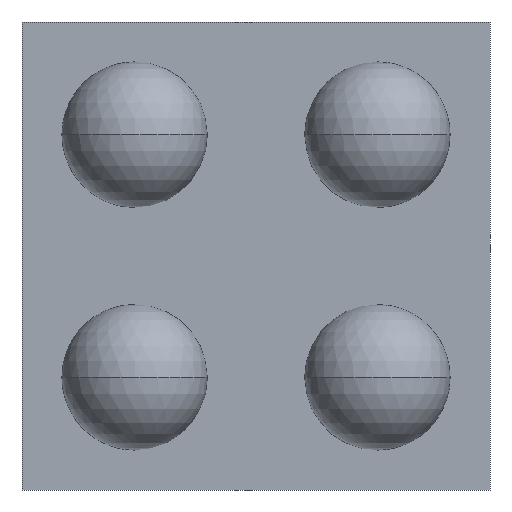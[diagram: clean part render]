
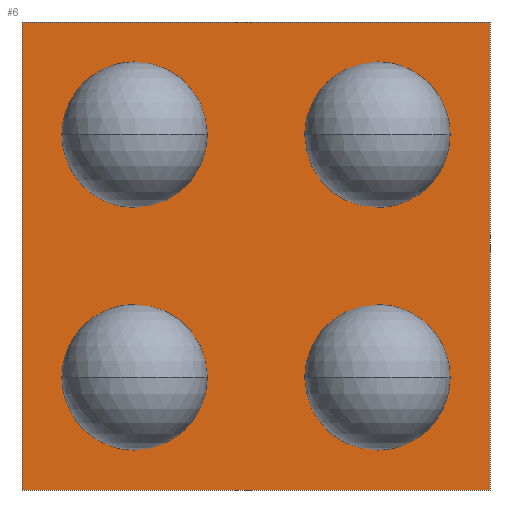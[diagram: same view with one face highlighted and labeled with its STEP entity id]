
A CAD part, front view. The second image highlights one B-rep face of the part: STEP entity #6.
In plain terms, the highlighted planar face has unit normal (0, -1, 0).
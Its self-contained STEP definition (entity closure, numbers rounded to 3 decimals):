
#1 = DIRECTION ( 'NONE',  ( 0., 0., -1. ) ) ;
#4 = AXIS2_PLACEMENT_3D ( 'NONE', #64, #105, #411 ) ;
#5 = LINE ( 'NONE', #76, #346 ) ;
#6 = ADVANCED_FACE ( 'NONE', ( #540, #546, #9, #420, #208 ), #264, .T. ) ;
#9 = FACE_BOUND ( 'NONE', #65, .T. ) ;
#10 = CARTESIAN_POINT ( 'NONE',  ( 0.175, 0.16, 0.175 ) ) ;
#13 = EDGE_CURVE ( 'NONE', #100, #407, #275, .T. ) ;
#15 = CARTESIAN_POINT ( 'NONE',  ( -0.338, 0.16, 0.338 ) ) ;
#21 = CIRCLE ( 'NONE', #29, 0.089 ) ;
#24 = VERTEX_POINT ( 'NONE', #96 ) ;
#29 = AXIS2_PLACEMENT_3D ( 'NONE', #10, #481, #1 ) ;
#32 = CARTESIAN_POINT ( 'NONE',  ( -0.338, 0.16, -0.337 ) ) ;
#34 = DIRECTION ( 'NONE',  ( 0., -1., 0. ) ) ;
#41 = EDGE_LOOP ( 'NONE', ( #122, #499 ) ) ;
#55 = EDGE_CURVE ( 'NONE', #77, #191, #209, .T. ) ;
#61 = AXIS2_PLACEMENT_3D ( 'NONE', #408, #148, #509 ) ;
#64 = CARTESIAN_POINT ( 'NONE',  ( 0.175, 0.16, -0.175 ) ) ;
#65 = EDGE_LOOP ( 'NONE', ( #451, #169 ) ) ;
#76 = CARTESIAN_POINT ( 'NONE',  ( 0.337, 0.16, 0.338 ) ) ;
#77 = VERTEX_POINT ( 'NONE', #404 ) ;
#78 = ORIENTED_EDGE ( 'NONE', *, *, #379, .F. ) ;
#96 = CARTESIAN_POINT ( 'NONE',  ( -0.264, 0.16, 0.175 ) ) ;
#98 = EDGE_CURVE ( 'NONE', #103, #516, #21, .T. ) ;
#100 = VERTEX_POINT ( 'NONE', #259 ) ;
#103 = VERTEX_POINT ( 'NONE', #180 ) ;
#105 = DIRECTION ( 'NONE',  ( 0., -1., 0. ) ) ;
#113 = DIRECTION ( 'NONE',  ( 0., -1., 0. ) ) ;
#121 = DIRECTION ( 'NONE',  ( 0., 0., -1. ) ) ;
#122 = ORIENTED_EDGE ( 'NONE', *, *, #234, .F. ) ;
#140 = EDGE_CURVE ( 'NONE', #427, #236, #317, .T. ) ;
#148 = DIRECTION ( 'NONE',  ( 0., -1., 0. ) ) ;
#154 = EDGE_CURVE ( 'NONE', #407, #427, #323, .T. ) ;
#156 = CARTESIAN_POINT ( 'NONE',  ( 0.175, 0.16, 0.175 ) ) ;
#169 = ORIENTED_EDGE ( 'NONE', *, *, #98, .F. ) ;
#173 = CARTESIAN_POINT ( 'NONE',  ( 0.264, 0.16, 0.175 ) ) ;
#175 = AXIS2_PLACEMENT_3D ( 'NONE', #299, #34, #348 ) ;
#180 = CARTESIAN_POINT ( 'NONE',  ( 0.086, 0.16, 0.175 ) ) ;
#186 = VERTEX_POINT ( 'NONE', #459 ) ;
#188 = DIRECTION ( 'NONE',  ( 0., -1., 0. ) ) ;
#191 = VERTEX_POINT ( 'NONE', #334 ) ;
#194 = VECTOR ( 'NONE', #386, 1000. ) ;
#197 = ORIENTED_EDGE ( 'NONE', *, *, #140, .F. ) ;
#198 = ORIENTED_EDGE ( 'NONE', *, *, #288, .F. ) ;
#199 = CARTESIAN_POINT ( 'NONE',  ( 0.337, 0.16, 0.338 ) ) ;
#208 = FACE_OUTER_BOUND ( 'NONE', #310, .T. ) ;
#209 = CIRCLE ( 'NONE', #504, 0.089 ) ;
#220 = DIRECTION ( 'NONE',  ( 0., 0., -1. ) ) ;
#226 = ORIENTED_EDGE ( 'NONE', *, *, #154, .F. ) ;
#234 = EDGE_CURVE ( 'NONE', #191, #77, #502, .T. ) ;
#236 = VERTEX_POINT ( 'NONE', #199 ) ;
#247 = EDGE_CURVE ( 'NONE', #186, #303, #272, .T. ) ;
#249 = CARTESIAN_POINT ( 'NONE',  ( -0.175, 0.16, 0.175 ) ) ;
#259 = CARTESIAN_POINT ( 'NONE',  ( 0.337, 0.16, -0.337 ) ) ;
#264 = PLANE ( 'NONE',  #365 ) ;
#272 = CIRCLE ( 'NONE', #4, 0.089 ) ;
#275 = LINE ( 'NONE', #305, #382 ) ;
#278 = CIRCLE ( 'NONE', #543, 0.089 ) ;
#288 = EDGE_CURVE ( 'NONE', #303, #186, #339, .T. ) ;
#293 = DIRECTION ( 'NONE',  ( 0., -1., 0. ) ) ;
#294 = DIRECTION ( 'NONE',  ( 0., 0., -1. ) ) ;
#295 = CARTESIAN_POINT ( 'NONE',  ( -0.338, 0.16, 0.338 ) ) ;
#296 = DIRECTION ( 'NONE',  ( 0., 0., 1. ) ) ;
#298 = AXIS2_PLACEMENT_3D ( 'NONE', #156, #113, #381 ) ;
#299 = CARTESIAN_POINT ( 'NONE',  ( -0.175, 0.16, 0.175 ) ) ;
#303 = VERTEX_POINT ( 'NONE', #330 ) ;
#305 = CARTESIAN_POINT ( 'NONE',  ( -0.338, 0.16, -0.337 ) ) ;
#306 = ORIENTED_EDGE ( 'NONE', *, *, #433, .F. ) ;
#310 = EDGE_LOOP ( 'NONE', ( #565, #197, #226, #320 ) ) ;
#317 = LINE ( 'NONE', #15, #194 ) ;
#320 = ORIENTED_EDGE ( 'NONE', *, *, #13, .F. ) ;
#323 = LINE ( 'NONE', #568, #349 ) ;
#328 = DIRECTION ( 'NONE',  ( -1., 0., 0. ) ) ;
#330 = CARTESIAN_POINT ( 'NONE',  ( 0.264, 0.16, -0.175 ) ) ;
#334 = CARTESIAN_POINT ( 'NONE',  ( -0.264, 0.16, -0.175 ) ) ;
#339 = CIRCLE ( 'NONE', #61, 0.089 ) ;
#346 = VECTOR ( 'NONE', #121, 1000. ) ;
#348 = DIRECTION ( 'NONE',  ( 0., 0., -1. ) ) ;
#349 = VECTOR ( 'NONE', #296, 1000. ) ;
#356 = EDGE_CURVE ( 'NONE', #516, #103, #560, .T. ) ;
#365 = AXIS2_PLACEMENT_3D ( 'NONE', #480, #188, #472 ) ;
#376 = EDGE_LOOP ( 'NONE', ( #198, #508 ) ) ;
#379 = EDGE_CURVE ( 'NONE', #24, #533, #278, .T. ) ;
#381 = DIRECTION ( 'NONE',  ( 0., 0., -1. ) ) ;
#382 = VECTOR ( 'NONE', #328, 1000. ) ;
#386 = DIRECTION ( 'NONE',  ( 1., 0., 0. ) ) ;
#404 = CARTESIAN_POINT ( 'NONE',  ( -0.086, 0.16, -0.175 ) ) ;
#406 = EDGE_CURVE ( 'NONE', #236, #100, #5, .T. ) ;
#407 = VERTEX_POINT ( 'NONE', #32 ) ;
#408 = CARTESIAN_POINT ( 'NONE',  ( 0.175, 0.16, -0.175 ) ) ;
#411 = DIRECTION ( 'NONE',  ( 0., 0., -1. ) ) ;
#417 = DIRECTION ( 'NONE',  ( 0., 0., -1. ) ) ;
#420 = FACE_BOUND ( 'NONE', #476, .T. ) ;
#427 = VERTEX_POINT ( 'NONE', #295 ) ;
#433 = EDGE_CURVE ( 'NONE', #533, #24, #456, .T. ) ;
#436 = CARTESIAN_POINT ( 'NONE',  ( -0.086, 0.16, 0.175 ) ) ;
#451 = ORIENTED_EDGE ( 'NONE', *, *, #356, .F. ) ;
#456 = CIRCLE ( 'NONE', #175, 0.089 ) ;
#459 = CARTESIAN_POINT ( 'NONE',  ( 0.086, 0.16, -0.175 ) ) ;
#472 = DIRECTION ( 'NONE',  ( 0., 0., -1. ) ) ;
#476 = EDGE_LOOP ( 'NONE', ( #78, #306 ) ) ;
#480 = CARTESIAN_POINT ( 'NONE',  ( 0., 0.16, 0. ) ) ;
#481 = DIRECTION ( 'NONE',  ( 0., -1., 0. ) ) ;
#484 = AXIS2_PLACEMENT_3D ( 'NONE', #506, #293, #417 ) ;
#499 = ORIENTED_EDGE ( 'NONE', *, *, #55, .F. ) ;
#502 = CIRCLE ( 'NONE', #484, 0.089 ) ;
#504 = AXIS2_PLACEMENT_3D ( 'NONE', #527, #575, #220 ) ;
#506 = CARTESIAN_POINT ( 'NONE',  ( -0.175, 0.16, -0.175 ) ) ;
#508 = ORIENTED_EDGE ( 'NONE', *, *, #247, .F. ) ;
#509 = DIRECTION ( 'NONE',  ( 0., 0., -1. ) ) ;
#516 = VERTEX_POINT ( 'NONE', #173 ) ;
#527 = CARTESIAN_POINT ( 'NONE',  ( -0.175, 0.16, -0.175 ) ) ;
#533 = VERTEX_POINT ( 'NONE', #436 ) ;
#540 = FACE_BOUND ( 'NONE', #41, .T. ) ;
#543 = AXIS2_PLACEMENT_3D ( 'NONE', #249, #562, #294 ) ;
#546 = FACE_BOUND ( 'NONE', #376, .T. ) ;
#560 = CIRCLE ( 'NONE', #298, 0.089 ) ;
#562 = DIRECTION ( 'NONE',  ( 0., -1., 0. ) ) ;
#565 = ORIENTED_EDGE ( 'NONE', *, *, #406, .F. ) ;
#568 = CARTESIAN_POINT ( 'NONE',  ( -0.338, 0.16, 0.338 ) ) ;
#575 = DIRECTION ( 'NONE',  ( 0., -1., 0. ) ) ;
